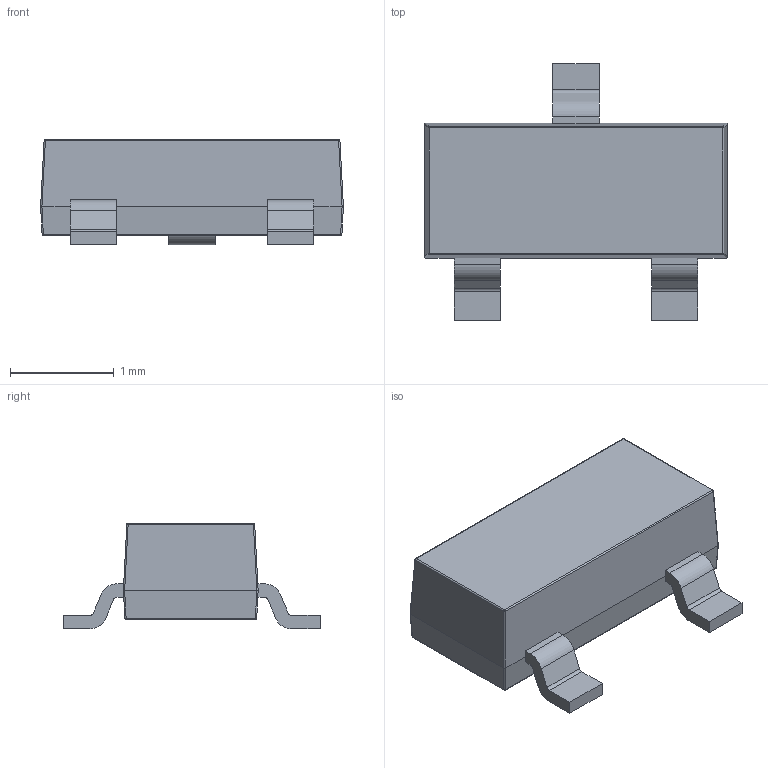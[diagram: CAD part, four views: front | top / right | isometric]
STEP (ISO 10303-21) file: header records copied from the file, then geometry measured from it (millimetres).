
FILE_DESCRIPTION(('Open CASCADE Model'),'2;1');
FILE_NAME('Open CASCADE Shape Model','2008-07-07T22:31:36',('Author'),( 'Open CASCADE'),'Open CASCADE STEP processor 6.1','Open CASCADE 6.1' ,'Unknown');
FILE_SCHEMA(('AUTOMOTIVE_DESIGN { 1 0 10303 214 1 1 1 1 }'));
Length unit declared in the file: millimetre
Products named in the file (2): PCB; 07091950-D34D-4016-8384-6230969FBCAC
Assembly tree (1 placements, depth 2):
  PCB
    07091950-D34D-4016-8384-6230969FBCAC
Bounding box: 2.92 x 2.48 x 1.02 mm (x, y, z)
Volume: 3.6 mm3; surface area: 17.5 mm2
Topology: 1 solids, 1 shells, 73 faces, 189 edges, 110 vertices
Faces by surface type: plane 37, cylinder 28, sphere 8
Entity records: 6425 total; most frequent: CARTESIAN_POINT 2443, DIRECTION 589, ORIENTED_EDGE 362, PCURVE 362, DEFINITIONAL_REPRESENTATION 362, LINE 331, VECTOR 331, EDGE_CURVE 181
